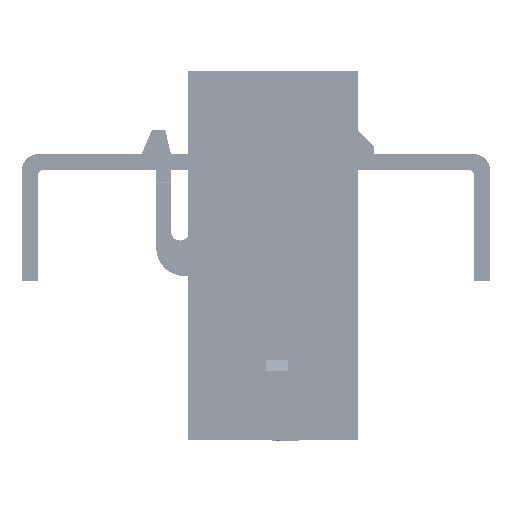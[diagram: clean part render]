
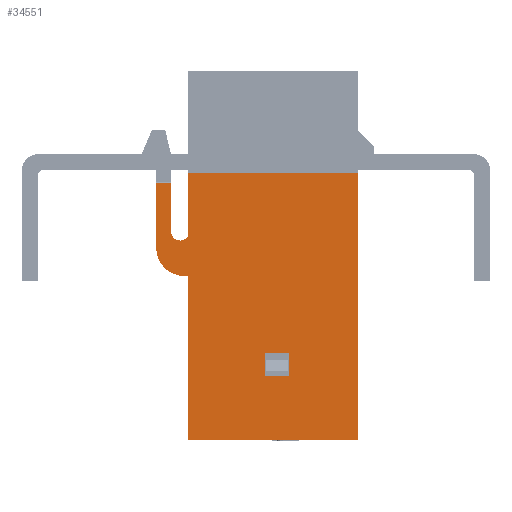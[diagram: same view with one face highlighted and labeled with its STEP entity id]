
A CAD part, left-side view. The second image highlights one B-rep face of the part: STEP entity #34551.
In plain terms, the highlighted planar face has unit normal (-1, 0, 0).
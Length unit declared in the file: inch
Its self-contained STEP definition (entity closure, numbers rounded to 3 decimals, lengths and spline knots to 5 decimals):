
#743 = LINE ( 'NONE', #16420, #15589 ) ;
#1437 = EDGE_CURVE ( 'NONE', #28404, #14864, #45957, .T. ) ;
#2194 = ORIENTED_EDGE ( 'NONE', *, *, #7204, .F. ) ;
#2672 = VECTOR ( 'NONE', #34421, 39.37008 ) ;
#3047 = CARTESIAN_POINT ( 'NONE',  ( -0.36, -0.15, 0.30221 ) ) ;
#3244 = CARTESIAN_POINT ( 'NONE',  ( -0.36, 0.485, -1.38 ) ) ;
#3253 = CARTESIAN_POINT ( 'NONE',  ( -0.36, 0.108, 0.30221 ) ) ;
#3479 = CARTESIAN_POINT ( 'NONE',  ( -0.36, 0.108, -1.055 ) ) ;
#3608 = DIRECTION ( 'NONE',  ( 0., -1., 0. ) ) ;
#3612 = VERTEX_POINT ( 'NONE', #22298 ) ;
#4226 = LINE ( 'NONE', #3479, #27210 ) ;
#4303 = VECTOR ( 'NONE', #15785, 39.37008 ) ;
#4343 = LINE ( 'NONE', #27726, #23261 ) ;
#5569 = EDGE_CURVE ( 'NONE', #25684, #28404, #47559, .T. ) ;
#5581 = EDGE_CURVE ( 'NONE', #17158, #19653, #11664, .T. ) ;
#5998 = EDGE_CURVE ( 'NONE', #22721, #37450, #4343, .T. ) ;
#6278 = LINE ( 'NONE', #29181, #48172 ) ;
#6511 = CARTESIAN_POINT ( 'NONE',  ( -0.36, 0.198, -1.14 ) ) ;
#6831 = LINE ( 'NONE', #3253, #41898 ) ;
#6835 = DIRECTION ( 'NONE',  ( 1., 0., 0. ) ) ;
#6837 = EDGE_CURVE ( 'NONE', #39405, #12240, #22882, .T. ) ;
#6872 = FACE_OUTER_BOUND ( 'NONE', #20272, .T. ) ;
#7105 = DIRECTION ( 'NONE',  ( 0., 0., 1. ) ) ;
#7204 = EDGE_CURVE ( 'NONE', #22721, #25684, #45323, .T. ) ;
#7306 = DIRECTION ( 'NONE',  ( 0., -1., 0. ) ) ;
#7353 = CARTESIAN_POINT ( 'NONE',  ( -0.36, 0.55, -0.6 ) ) ;
#7606 = VECTOR ( 'NONE', #3608, 39.37008 ) ;
#7831 = EDGE_CURVE ( 'NONE', #12240, #17441, #43634, .T. ) ;
#8948 = DIRECTION ( 'NONE',  ( 0., -1., 0. ) ) ;
#9015 = CARTESIAN_POINT ( 'NONE',  ( -0.36, 0.485, -0.543 ) ) ;
#9117 = CARTESIAN_POINT ( 'NONE',  ( -0.36, 0.108, -1.14 ) ) ;
#9353 = ORIENTED_EDGE ( 'NONE', *, *, #6837, .F. ) ;
#9447 = ORIENTED_EDGE ( 'NONE', *, *, #12304, .F. ) ;
#9621 = DIRECTION ( 'NONE',  ( 0., 0., 1. ) ) ;
#9673 = CARTESIAN_POINT ( 'NONE',  ( -0.36, 0.485, -0.61298 ) ) ;
#10440 = DIRECTION ( 'NONE',  ( 0., 0., -1. ) ) ;
#10605 = CARTESIAN_POINT ( 'NONE',  ( -0.36, -0.15, -1.14 ) ) ;
#11209 = CARTESIAN_POINT ( 'NONE',  ( -0.36, 0.5, -0.66 ) ) ;
#11612 = CARTESIAN_POINT ( 'NONE',  ( -0.36, 0.5, -0.765 ) ) ;
#11664 = LINE ( 'NONE', #43993, #49358 ) ;
#12240 = VERTEX_POINT ( 'NONE', #11612 ) ;
#12304 = EDGE_CURVE ( 'NONE', #25764, #39405, #44203, .T. ) ;
#12829 = CARTESIAN_POINT ( 'NONE',  ( -0.36, 0.51592, -0.59855 ) ) ;
#12976 = CARTESIAN_POINT ( 'NONE',  ( -0.36, -0.15, -1.38 ) ) ;
#14853 = CARTESIAN_POINT ( 'NONE',  ( -0.36, -0.15, -1.38 ) ) ;
#14864 = VERTEX_POINT ( 'NONE', #45136 ) ;
#15010 = EDGE_CURVE ( 'NONE', #17441, #44270, #42316, .T. ) ;
#15589 = VECTOR ( 'NONE', #31800, 39.37008 ) ;
#15785 = DIRECTION ( 'NONE',  ( 0., 0., 1. ) ) ;
#16143 = CARTESIAN_POINT ( 'NONE',  ( -0.36, 0.605, -0.66 ) ) ;
#16343 = LINE ( 'NONE', #12976, #48133 ) ;
#16420 = CARTESIAN_POINT ( 'NONE',  ( -0.36, 0.6, -0.418 ) ) ;
#16819 = CARTESIAN_POINT ( 'NONE',  ( -0.36, 0.55, -0.418 ) ) ;
#17158 = VERTEX_POINT ( 'NONE', #6511 ) ;
#17441 = VERTEX_POINT ( 'NONE', #16143 ) ;
#17538 = EDGE_CURVE ( 'NONE', #3612, #44111, #6831, .T. ) ;
#17970 = PLANE ( 'NONE',  #22362 ) ;
#18981 = DIRECTION ( 'NONE',  ( 0., -1., 0. ) ) ;
#19653 = VERTEX_POINT ( 'NONE', #38335 ) ;
#19682 = ORIENTED_EDGE ( 'NONE', *, *, #1437, .F. ) ;
#19695 = EDGE_CURVE ( 'NONE', #17158, #44111, #38850, .T. ) ;
#20272 = EDGE_LOOP ( 'NONE', ( #40168, #41789, #49241, #9353, #9447, #41132, #31053, #19682, #35483, #2194, #23419 ) ) ;
#21674 = VECTOR ( 'NONE', #24721, 39.37008 ) ;
#22298 = CARTESIAN_POINT ( 'NONE',  ( -0.36, 0.108, -1.055 ) ) ;
#22362 = AXIS2_PLACEMENT_3D ( 'NONE', #3047, #37713, #18981 ) ;
#22721 = VERTEX_POINT ( 'NONE', #7353 ) ;
#22882 = LINE ( 'NONE', #25986, #2672 ) ;
#23261 = VECTOR ( 'NONE', #23879, 39.37008 ) ;
#23419 = ORIENTED_EDGE ( 'NONE', *, *, #5998, .T. ) ;
#23879 = DIRECTION ( 'NONE',  ( 0., 0., 1. ) ) ;
#23946 = VERTEX_POINT ( 'NONE', #14853 ) ;
#24721 = DIRECTION ( 'NONE',  ( 0., 0., 1. ) ) ;
#25684 = VERTEX_POINT ( 'NONE', #9673 ) ;
#25764 = VERTEX_POINT ( 'NONE', #3244 ) ;
#25833 = ORIENTED_EDGE ( 'NONE', *, *, #19695, .F. ) ;
#25986 = CARTESIAN_POINT ( 'NONE',  ( -0.36, 0.485, -0.765 ) ) ;
#26394 = DIRECTION ( 'NONE',  ( 0., 0., -1. ) ) ;
#27210 = VECTOR ( 'NONE', #7306, 39.37008 ) ;
#27726 = CARTESIAN_POINT ( 'NONE',  ( -0.36, 0.55, 0.30221 ) ) ;
#27846 = EDGE_LOOP ( 'NONE', ( #34148, #43315, #25833, #34073 ) ) ;
#27893 = DIRECTION ( 'NONE',  ( 0., 1., 0. ) ) ;
#28372 = CARTESIAN_POINT ( 'NONE',  ( -0.36, 0.485, -0.543 ) ) ;
#28404 = VERTEX_POINT ( 'NONE', #31082 ) ;
#28509 = DIRECTION ( 'NONE',  ( -1., 0., 0. ) ) ;
#29181 = CARTESIAN_POINT ( 'NONE',  ( -0.36, -0.15, 0.30221 ) ) ;
#30592 = AXIS2_PLACEMENT_3D ( 'NONE', #12829, #28509, #8948 ) ;
#30905 = VECTOR ( 'NONE', #7105, 39.37008 ) ;
#31053 = ORIENTED_EDGE ( 'NONE', *, *, #43172, .T. ) ;
#31082 = CARTESIAN_POINT ( 'NONE',  ( -0.36, 0.485, -0.38 ) ) ;
#31165 = DIRECTION ( 'NONE',  ( 0., 0., 1. ) ) ;
#31357 = VECTOR ( 'NONE', #34736, 39.37008 ) ;
#31800 = DIRECTION ( 'NONE',  ( 0., 1., 0. ) ) ;
#31911 = EDGE_CURVE ( 'NONE', #37450, #44270, #743, .T. ) ;
#34073 = ORIENTED_EDGE ( 'NONE', *, *, #5581, .T. ) ;
#34141 = EDGE_CURVE ( 'NONE', #19653, #3612, #4226, .T. ) ;
#34148 = ORIENTED_EDGE ( 'NONE', *, *, #34141, .T. ) ;
#34355 = CARTESIAN_POINT ( 'NONE',  ( -0.36, 0.605, -0.66 ) ) ;
#34421 = DIRECTION ( 'NONE',  ( 0., 1., 0. ) ) ;
#34551 = ADVANCED_FACE ( 'NONE', ( #45151, #6872 ), #17970, .T. ) ;
#34736 = DIRECTION ( 'NONE',  ( 0., -1., 0. ) ) ;
#34928 = CARTESIAN_POINT ( 'NONE',  ( -0.36, 0.485, -0.38 ) ) ;
#35024 = CARTESIAN_POINT ( 'NONE',  ( -0.36, 0.605, -0.418 ) ) ;
#35483 = ORIENTED_EDGE ( 'NONE', *, *, #5569, .F. ) ;
#37450 = VERTEX_POINT ( 'NONE', #16819 ) ;
#37713 = DIRECTION ( 'NONE',  ( -1., 0., 0. ) ) ;
#38335 = CARTESIAN_POINT ( 'NONE',  ( -0.36, 0.198, -1.055 ) ) ;
#38850 = LINE ( 'NONE', #10605, #31357 ) ;
#39405 = VERTEX_POINT ( 'NONE', #46631 ) ;
#40168 = ORIENTED_EDGE ( 'NONE', *, *, #31911, .T. ) ;
#41132 = ORIENTED_EDGE ( 'NONE', *, *, #43050, .F. ) ;
#41789 = ORIENTED_EDGE ( 'NONE', *, *, #15010, .F. ) ;
#41898 = VECTOR ( 'NONE', #10440, 39.37008 ) ;
#42316 = LINE ( 'NONE', #34355, #30905 ) ;
#43050 = EDGE_CURVE ( 'NONE', #23946, #25764, #16343, .T. ) ;
#43172 = EDGE_CURVE ( 'NONE', #23946, #14864, #6278, .T. ) ;
#43315 = ORIENTED_EDGE ( 'NONE', *, *, #17538, .T. ) ;
#43634 = CIRCLE ( 'NONE', #46079, 0.105 ) ;
#43993 = CARTESIAN_POINT ( 'NONE',  ( -0.36, 0.198, 0.30221 ) ) ;
#44111 = VERTEX_POINT ( 'NONE', #9117 ) ;
#44203 = LINE ( 'NONE', #9015, #21674 ) ;
#44270 = VERTEX_POINT ( 'NONE', #35024 ) ;
#45136 = CARTESIAN_POINT ( 'NONE',  ( -0.36, -0.15, -0.38 ) ) ;
#45151 = FACE_BOUND ( 'NONE', #27846, .T. ) ;
#45323 = CIRCLE ( 'NONE', #30592, 0.03412 ) ;
#45957 = LINE ( 'NONE', #34928, #7606 ) ;
#46079 = AXIS2_PLACEMENT_3D ( 'NONE', #11209, #6835, #26394 ) ;
#46631 = CARTESIAN_POINT ( 'NONE',  ( -0.36, 0.485, -0.765 ) ) ;
#47559 = LINE ( 'NONE', #28372, #4303 ) ;
#48133 = VECTOR ( 'NONE', #27893, 39.37008 ) ;
#48172 = VECTOR ( 'NONE', #9621, 39.37008 ) ;
#49241 = ORIENTED_EDGE ( 'NONE', *, *, #7831, .F. ) ;
#49358 = VECTOR ( 'NONE', #31165, 39.37008 ) ;
